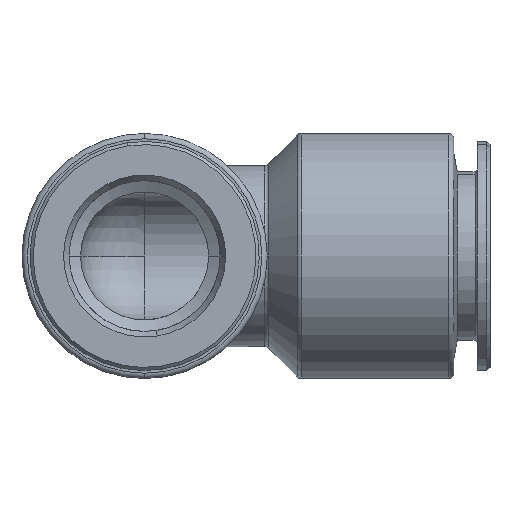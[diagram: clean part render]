
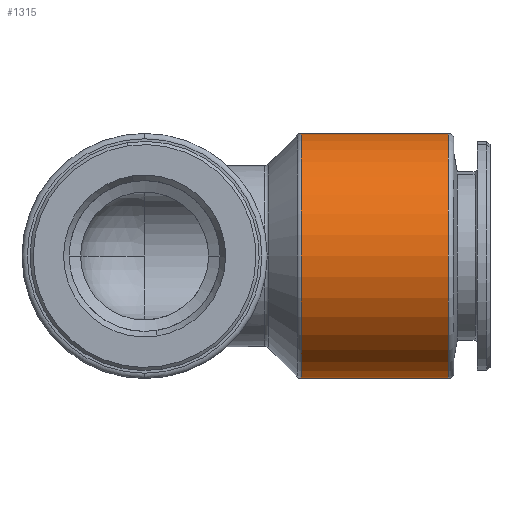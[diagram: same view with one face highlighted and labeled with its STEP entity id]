
A CAD part, front view. The second image highlights one B-rep face of the part: STEP entity #1315.
In plain terms, the highlighted cylindrical face has radius 11.5 mm (diameter 23 mm), a partial arc.
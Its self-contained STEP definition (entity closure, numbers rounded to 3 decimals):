
#121 = VECTOR ( 'NONE', #127, 1000. ) ;
#127 = DIRECTION ( 'NONE',  ( -1., 0., 0. ) ) ;
#128 = CARTESIAN_POINT ( 'NONE',  ( -0.977, 0., 11.5 ) ) ;
#269 = CARTESIAN_POINT ( 'NONE',  ( 28.5, 0., -11.5 ) ) ;
#276 = CARTESIAN_POINT ( 'NONE',  ( 28.5, 0., 11.5 ) ) ;
#280 = CARTESIAN_POINT ( 'NONE',  ( 14.707, 0., 11.5 ) ) ;
#319 = CARTESIAN_POINT ( 'NONE',  ( 14.707, 0., -11.5 ) ) ;
#320 = CARTESIAN_POINT ( 'NONE',  ( -0.977, 0., -11.5 ) ) ;
#321 = LINE ( 'NONE', #320, #324 ) ;
#323 = DIRECTION ( 'NONE',  ( -1., 0., 0. ) ) ;
#324 = VECTOR ( 'NONE', #323, 1000. ) ;
#379 = LINE ( 'NONE', #128, #121 ) ;
#956 = VERTEX_POINT ( 'NONE', #280 ) ;
#964 = VERTEX_POINT ( 'NONE', #276 ) ;
#965 = VERTEX_POINT ( 'NONE', #269 ) ;
#987 = EDGE_CURVE ( 'NONE', #965, #988, #321, .T. ) ;
#988 = VERTEX_POINT ( 'NONE', #319 ) ;
#1025 = EDGE_CURVE ( 'NONE', #964, #956, #379, .T. ) ;
#1223 = EDGE_CURVE ( 'NONE', #965, #964, #1505, .T. ) ;
#1291 = ORIENTED_EDGE ( 'NONE', *, *, #987, .F. ) ;
#1292 = ORIENTED_EDGE ( 'NONE', *, *, #1223, .T. ) ;
#1311 = ORIENTED_EDGE ( 'NONE', *, *, #1313, .F. ) ;
#1313 = EDGE_CURVE ( 'NONE', #988, #956, #1754, .T. ) ;
#1315 = ADVANCED_FACE ( 'NONE', ( #1761 ), #1769, .T. ) ;
#1316 = EDGE_LOOP ( 'NONE', ( #1291, #1292, #1775, #1311 ) ) ;
#1498 = AXIS2_PLACEMENT_3D ( 'NONE', #1510, #1506, #1501 ) ;
#1501 = DIRECTION ( 'NONE',  ( 0., 0., 1. ) ) ;
#1505 = CIRCLE ( 'NONE', #1498, 11.5 ) ;
#1506 = DIRECTION ( 'NONE',  ( -1., 0., 0. ) ) ;
#1510 = CARTESIAN_POINT ( 'NONE',  ( 28.5, 0., 0. ) ) ;
#1546 = AXIS2_PLACEMENT_3D ( 'NONE', #1548, #1547, #1557 ) ;
#1547 = DIRECTION ( 'NONE',  ( -1., 0., 0. ) ) ;
#1548 = CARTESIAN_POINT ( 'NONE',  ( 14.707, 0., 0. ) ) ;
#1557 = DIRECTION ( 'NONE',  ( 0., 0., 1. ) ) ;
#1754 = CIRCLE ( 'NONE', #1546, 11.5 ) ;
#1760 = DIRECTION ( 'NONE',  ( 0., 0., 1. ) ) ;
#1761 = FACE_OUTER_BOUND ( 'NONE', #1316, .T. ) ;
#1765 = DIRECTION ( 'NONE',  ( -1., 0., 0. ) ) ;
#1766 = CARTESIAN_POINT ( 'NONE',  ( -0.977, 0., 0. ) ) ;
#1768 = AXIS2_PLACEMENT_3D ( 'NONE', #1766, #1765, #1760 ) ;
#1769 = CYLINDRICAL_SURFACE ( 'NONE', #1768, 11.5 ) ;
#1775 = ORIENTED_EDGE ( 'NONE', *, *, #1025, .T. ) ;
